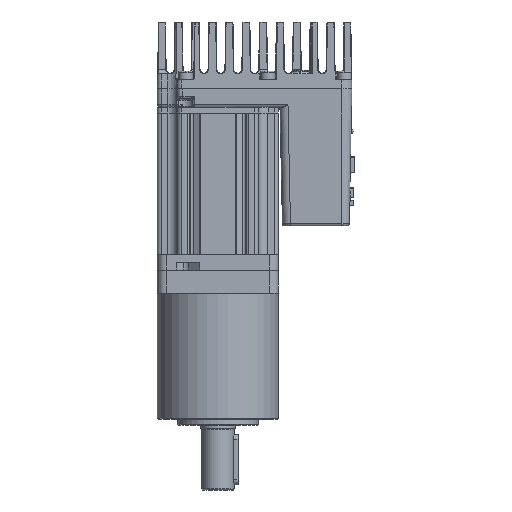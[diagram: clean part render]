
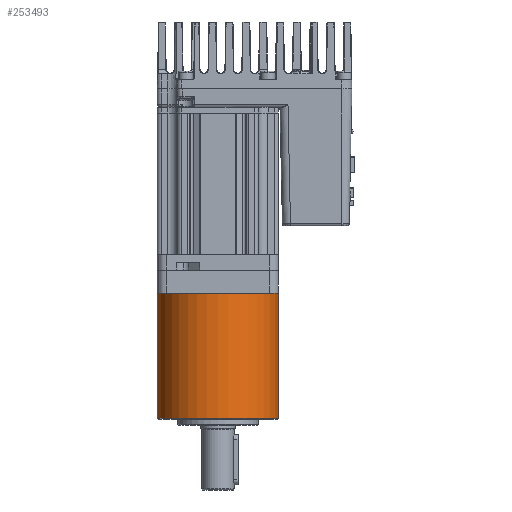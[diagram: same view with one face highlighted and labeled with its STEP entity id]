
A CAD part, front view. The second image highlights one B-rep face of the part: STEP entity #253493.
In plain terms, the highlighted cylindrical face has radius 30 mm (diameter 60 mm), a partial arc.
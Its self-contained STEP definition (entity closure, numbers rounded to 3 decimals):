
#15325 = FACE_OUTER_BOUND ( 'NONE', #58721, .T. ) ;
#28955 = CARTESIAN_POINT ( 'NONE',  ( -47.989, 148.869, -43.952 ) ) ;
#32896 = AXIS2_PLACEMENT_3D ( 'NONE', #28955, #186424, #51560 ) ;
#33332 = VERTEX_POINT ( 'NONE', #245978 ) ;
#39041 = CARTESIAN_POINT ( 'NONE',  ( -77.989, 148.869, -43.952 ) ) ;
#51560 = DIRECTION ( 'NONE',  ( -1., 0., 0. ) ) ;
#58721 = EDGE_LOOP ( 'NONE', ( #163056, #265390, #84863, #125353 ) ) ;
#59420 = CARTESIAN_POINT ( 'NONE',  ( -17.989, 148.869, 18.048 ) ) ;
#65892 = AXIS2_PLACEMENT_3D ( 'NONE', #263221, #196118, #174373 ) ;
#81682 = VERTEX_POINT ( 'NONE', #126529 ) ;
#84863 = ORIENTED_EDGE ( 'NONE', *, *, #95603, .T. ) ;
#85027 = CIRCLE ( 'NONE', #138006, 30. ) ;
#88605 = EDGE_CURVE ( 'NONE', #91017, #81682, #228945, .T. ) ;
#91017 = VERTEX_POINT ( 'NONE', #39041 ) ;
#94677 = EDGE_CURVE ( 'NONE', #106698, #81682, #155607, .T. ) ;
#95603 = EDGE_CURVE ( 'NONE', #33332, #91017, #218255, .T. ) ;
#106698 = VERTEX_POINT ( 'NONE', #59420 ) ;
#114147 = EDGE_CURVE ( 'NONE', #106698, #33332, #85027, .T. ) ;
#116078 = CARTESIAN_POINT ( 'NONE',  ( -47.989, 148.869, 18.048 ) ) ;
#125353 = ORIENTED_EDGE ( 'NONE', *, *, #88605, .T. ) ;
#126529 = CARTESIAN_POINT ( 'NONE',  ( -17.989, 148.869, -43.952 ) ) ;
#134290 = DIRECTION ( 'NONE',  ( 0., 0., -1. ) ) ;
#138006 = AXIS2_PLACEMENT_3D ( 'NONE', #116078, #273725, #138774 ) ;
#138774 = DIRECTION ( 'NONE',  ( -1., 0., 0. ) ) ;
#155607 = LINE ( 'NONE', #269263, #275465 ) ;
#157267 = CARTESIAN_POINT ( 'NONE',  ( -77.989, 148.869, 18.048 ) ) ;
#163056 = ORIENTED_EDGE ( 'NONE', *, *, #94677, .F. ) ;
#174373 = DIRECTION ( 'NONE',  ( -1., 0., 0. ) ) ;
#179837 = DIRECTION ( 'NONE',  ( 0., 0., -1. ) ) ;
#186424 = DIRECTION ( 'NONE',  ( 0., 0., 1. ) ) ;
#196118 = DIRECTION ( 'NONE',  ( 0., 0., -1. ) ) ;
#211130 = VECTOR ( 'NONE', #179837, 1000. ) ;
#218255 = LINE ( 'NONE', #157267, #211130 ) ;
#226660 = CYLINDRICAL_SURFACE ( 'NONE', #65892, 30. ) ;
#228945 = CIRCLE ( 'NONE', #32896, 30. ) ;
#245978 = CARTESIAN_POINT ( 'NONE',  ( -77.989, 148.869, 18.048 ) ) ;
#253493 = ADVANCED_FACE ( 'NONE', ( #15325 ), #226660, .T. ) ;
#263221 = CARTESIAN_POINT ( 'NONE',  ( -47.989, 148.869, 18.048 ) ) ;
#265390 = ORIENTED_EDGE ( 'NONE', *, *, #114147, .T. ) ;
#269263 = CARTESIAN_POINT ( 'NONE',  ( -17.989, 148.869, 18.048 ) ) ;
#273725 = DIRECTION ( 'NONE',  ( 0., 0., -1. ) ) ;
#275465 = VECTOR ( 'NONE', #134290, 1000. ) ;
